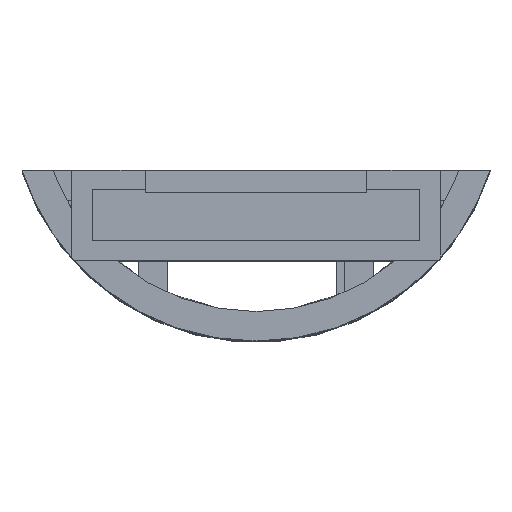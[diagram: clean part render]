
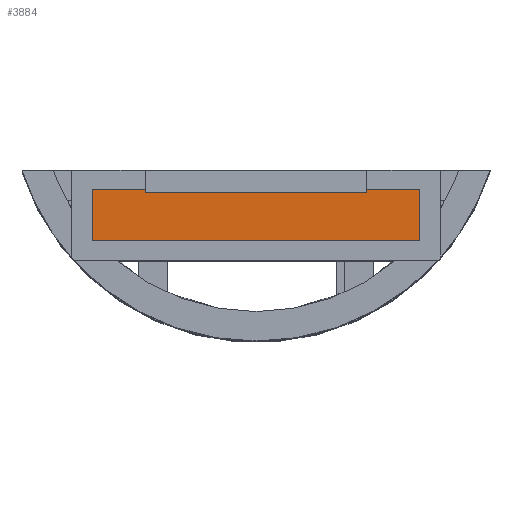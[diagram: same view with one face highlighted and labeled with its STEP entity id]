
A CAD part, top view. The second image highlights one B-rep face of the part: STEP entity #3884.
In plain terms, the highlighted planar face has unit normal (0, 0, 1).
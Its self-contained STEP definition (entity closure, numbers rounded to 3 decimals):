
#173=PLANE('',#4210);
#385=FACE_OUTER_BOUND('',#597,.T.);
#597=EDGE_LOOP('',(#3372,#3373,#3374,#3375,#3376,#3377,#3378,#3379));
#1064=LINE('',#6370,#1539);
#1065=LINE('',#6374,#1540);
#1066=LINE('',#6376,#1541);
#1067=LINE('',#6378,#1542);
#1068=LINE('',#6380,#1543);
#1069=LINE('',#6381,#1544);
#1070=LINE('',#6383,#1545);
#1071=LINE('',#6384,#1546);
#1539=VECTOR('',#5049,10.);
#1540=VECTOR('',#5052,10.);
#1541=VECTOR('',#5053,10.);
#1542=VECTOR('',#5054,10.);
#1543=VECTOR('',#5055,10.);
#1544=VECTOR('',#5056,10.);
#1545=VECTOR('',#5057,10.);
#1546=VECTOR('',#5058,10.);
#2033=VERTEX_POINT('',#6363);
#2036=VERTEX_POINT('',#6368);
#2037=VERTEX_POINT('',#6372);
#2038=VERTEX_POINT('',#6373);
#2039=VERTEX_POINT('',#6375);
#2040=VERTEX_POINT('',#6377);
#2041=VERTEX_POINT('',#6379);
#2042=VERTEX_POINT('',#6382);
#2536=EDGE_CURVE('',#2033,#2036,#1064,.T.);
#2537=EDGE_CURVE('',#2037,#2038,#1065,.T.);
#2538=EDGE_CURVE('',#2038,#2039,#1066,.F.);
#2539=EDGE_CURVE('',#2039,#2040,#1067,.T.);
#2540=EDGE_CURVE('',#2040,#2041,#1068,.F.);
#2541=EDGE_CURVE('',#2033,#2041,#1069,.T.);
#2542=EDGE_CURVE('',#2042,#2036,#1070,.T.);
#2543=EDGE_CURVE('',#2042,#2037,#1071,.F.);
#3372=ORIENTED_EDGE('',*,*,#2537,.T.);
#3373=ORIENTED_EDGE('',*,*,#2538,.T.);
#3374=ORIENTED_EDGE('',*,*,#2539,.T.);
#3375=ORIENTED_EDGE('',*,*,#2540,.T.);
#3376=ORIENTED_EDGE('',*,*,#2541,.F.);
#3377=ORIENTED_EDGE('',*,*,#2536,.T.);
#3378=ORIENTED_EDGE('',*,*,#2542,.F.);
#3379=ORIENTED_EDGE('',*,*,#2543,.T.);
#3884=ADVANCED_FACE('',(#385),#173,.T.);
#4210=AXIS2_PLACEMENT_3D('',#6371,#5050,#5051);
#5049=DIRECTION('',(-1.,0.,0.));
#5050=DIRECTION('center_axis',(0.,0.,
1.));
#5051=DIRECTION('ref_axis',(-1.,0.,0.));
#5052=DIRECTION('',(0.,-1.,0.));
#5053=DIRECTION('',(-1.,0.,0.));
#5054=DIRECTION('',(0.,1.,0.));
#5055=DIRECTION('',(1.,0.,0.));
#5056=DIRECTION('',(0.,1.,0.));
#5057=DIRECTION('',(0.,-1.,0.));
#5058=DIRECTION('',(1.,0.,0.));
#6363=CARTESIAN_POINT('',(64.3,6.,27.25));
#6368=CARTESIAN_POINT('',(49.3,6.,27.25));
#6370=CARTESIAN_POINT('',(58.8,6.,27.25));
#6371=CARTESIAN_POINT('Origin',(69.3,6.,27.25));
#6372=CARTESIAN_POINT('',(45.7,6.225,27.25));
#6373=CARTESIAN_POINT('',(45.7,2.775,27.25));
#6374=CARTESIAN_POINT('',(45.7,4.5,27.25));
#6375=CARTESIAN_POINT('',(67.9,2.775,27.25));
#6376=CARTESIAN_POINT('',(69.3,2.775,27.25));
#6377=CARTESIAN_POINT('',(67.9,6.225,27.25));
#6378=CARTESIAN_POINT('',(67.9,6.,27.25));
#6379=CARTESIAN_POINT('',(64.3,6.225,27.25));
#6380=CARTESIAN_POINT('',(66.8,6.225,27.25));
#6381=CARTESIAN_POINT('',(64.3,6.813,27.25));
#6382=CARTESIAN_POINT('',(49.3,6.225,27.25));
#6383=CARTESIAN_POINT('',(49.3,6.063,27.25));
#6384=CARTESIAN_POINT('',(56.8,6.225,27.25));
